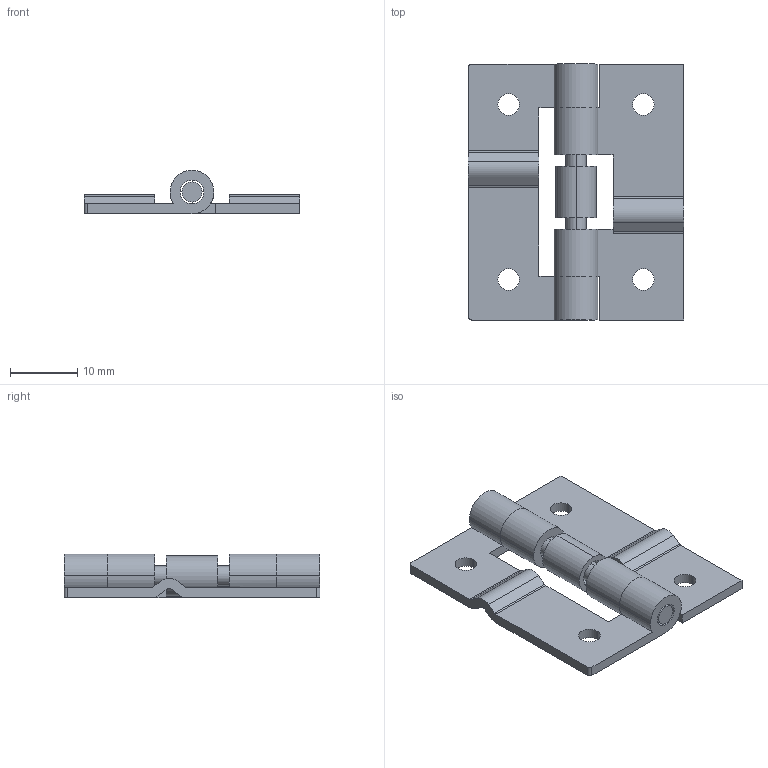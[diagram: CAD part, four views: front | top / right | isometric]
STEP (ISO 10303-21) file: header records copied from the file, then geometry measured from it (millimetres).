
FILE_DESCRIPTION (( 'STEP AP203' ), '1' );
FILE_NAME ('B-1046-G-2.STEP', '2009-11-10T01:55:17', ( ' ' ), ( ' ' ), 'SwSTEP 2.0', 'SolidWorks 2007', '' );
FILE_SCHEMA (( 'CONFIG_CONTROL_DESIGN' ));
Length unit declared in the file: millimetre
Products named in the file (5): B-1046-G-2; 俛-1046-G-2幉__棉太倌; B-1046-G-2僸儞僕A__棉太倌; B-1046-G-2僸儞僕B__棉太倌; B-1046-G-2僗僾儕儞僌__棉太倌
Assembly tree (4 placements, depth 2):
  B-1046-G-2
    B-1046-G-2僸儞僕A__棉太倌
    俛-1046-G-2幉__棉太倌
    B-1046-G-2僸儞僕B__棉太倌
    B-1046-G-2僗僾儕儞僌__棉太倌
Bounding box: 32 x 38 x 6.5 mm (x, y, z)
Volume: 2372.5 mm3; surface area: 3793.3 mm2
Topology: 4 solids, 4 shells, 84 faces, 228 edges, 152 vertices
Faces by surface type: cylinder 48, plane 36
Entity records: 3248 total; most frequent: DIRECTION 505, CARTESIAN_POINT 474, ORIENTED_EDGE 456, EDGE_CURVE 228, AXIS2_PLACEMENT_3D 187, VERTEX_POINT 152, VECTOR 131, LINE 131
